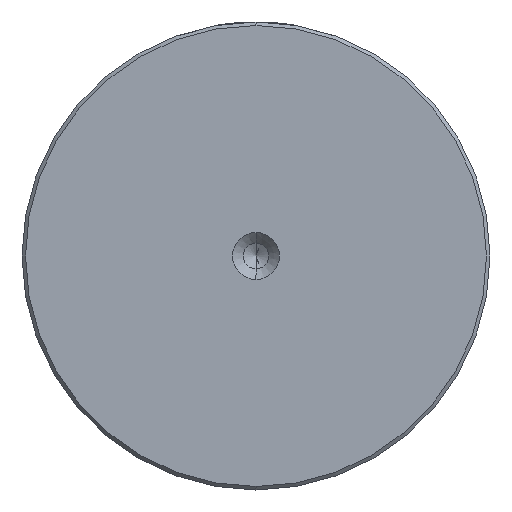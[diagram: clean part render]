
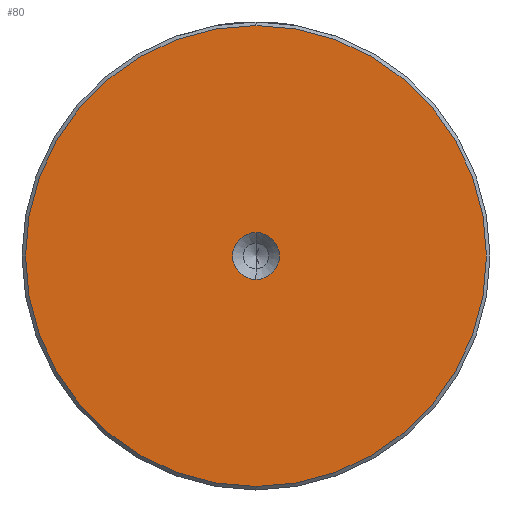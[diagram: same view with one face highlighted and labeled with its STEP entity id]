
A CAD part, left-side view. The second image highlights one B-rep face of the part: STEP entity #80.
In plain terms, the highlighted planar face has unit normal (-1, 0, 0).
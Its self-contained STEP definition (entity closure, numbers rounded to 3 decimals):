
#6 = DIRECTION ( 'NONE',  ( -1., 0., 0. ) ) ;
#58 = DIRECTION ( 'NONE',  ( 0., 0., 1. ) ) ;
#80 = ADVANCED_FACE ( 'NONE', ( #2284, #590 ), #2017, .T. ) ;
#89 = ORIENTED_EDGE ( 'NONE', *, *, #1439, .T. ) ;
#100 = DIRECTION ( 'NONE',  ( 0., 0., 1. ) ) ;
#108 = CARTESIAN_POINT ( 'NONE',  ( 0., 0., 0. ) ) ;
#233 = CIRCLE ( 'NONE', #796, 3.3 ) ;
#258 = VERTEX_POINT ( 'NONE', #1068 ) ;
#268 = AXIS2_PLACEMENT_3D ( 'NONE', #420, #2631, #2481 ) ;
#287 = VERTEX_POINT ( 'NONE', #1024 ) ;
#342 = CARTESIAN_POINT ( 'NONE',  ( 0., 0., 3.3 ) ) ;
#420 = CARTESIAN_POINT ( 'NONE',  ( 0., 0., 0. ) ) ;
#590 = FACE_BOUND ( 'NONE', #866, .T. ) ;
#631 = EDGE_CURVE ( 'NONE', #287, #258, #2170, .T. ) ;
#641 = EDGE_LOOP ( 'NONE', ( #959, #89 ) ) ;
#758 = EDGE_CURVE ( 'NONE', #1478, #1479, #834, .T. ) ;
#796 = AXIS2_PLACEMENT_3D ( 'NONE', #2535, #1306, #58 ) ;
#834 = CIRCLE ( 'NONE', #1913, 3.3 ) ;
#866 = EDGE_LOOP ( 'NONE', ( #1518, #2058 ) ) ;
#946 = CARTESIAN_POINT ( 'NONE',  ( 0., 0., 0. ) ) ;
#959 = ORIENTED_EDGE ( 'NONE', *, *, #631, .T. ) ;
#1024 = CARTESIAN_POINT ( 'NONE',  ( 0., 0., -32.5 ) ) ;
#1068 = CARTESIAN_POINT ( 'NONE',  ( 0., 0., 32.5 ) ) ;
#1152 = DIRECTION ( 'NONE',  ( 0., 0., 1. ) ) ;
#1306 = DIRECTION ( 'NONE',  ( -1., 0., 0. ) ) ;
#1439 = EDGE_CURVE ( 'NONE', #258, #287, #2337, .T. ) ;
#1478 = VERTEX_POINT ( 'NONE', #1781 ) ;
#1479 = VERTEX_POINT ( 'NONE', #342 ) ;
#1518 = ORIENTED_EDGE ( 'NONE', *, *, #2006, .F. ) ;
#1699 = DIRECTION ( 'NONE',  ( 0., 0., 1. ) ) ;
#1781 = CARTESIAN_POINT ( 'NONE',  ( 0., 0., -3.3 ) ) ;
#1809 = DIRECTION ( 'NONE',  ( -1., 0., 0. ) ) ;
#1913 = AXIS2_PLACEMENT_3D ( 'NONE', #108, #6, #100 ) ;
#1914 = AXIS2_PLACEMENT_3D ( 'NONE', #2261, #1809, #1699 ) ;
#2006 = EDGE_CURVE ( 'NONE', #1479, #1478, #233, .T. ) ;
#2017 = PLANE ( 'NONE',  #1914 ) ;
#2058 = ORIENTED_EDGE ( 'NONE', *, *, #758, .F. ) ;
#2170 = CIRCLE ( 'NONE', #268, 32.5 ) ;
#2261 = CARTESIAN_POINT ( 'NONE',  ( 0., 0., 0. ) ) ;
#2284 = FACE_OUTER_BOUND ( 'NONE', #641, .T. ) ;
#2337 = CIRCLE ( 'NONE', #2416, 32.5 ) ;
#2380 = DIRECTION ( 'NONE',  ( -1., 0., 0. ) ) ;
#2416 = AXIS2_PLACEMENT_3D ( 'NONE', #946, #2380, #1152 ) ;
#2481 = DIRECTION ( 'NONE',  ( 0., 0., 1. ) ) ;
#2535 = CARTESIAN_POINT ( 'NONE',  ( 0., 0., 0. ) ) ;
#2631 = DIRECTION ( 'NONE',  ( -1., 0., 0. ) ) ;
